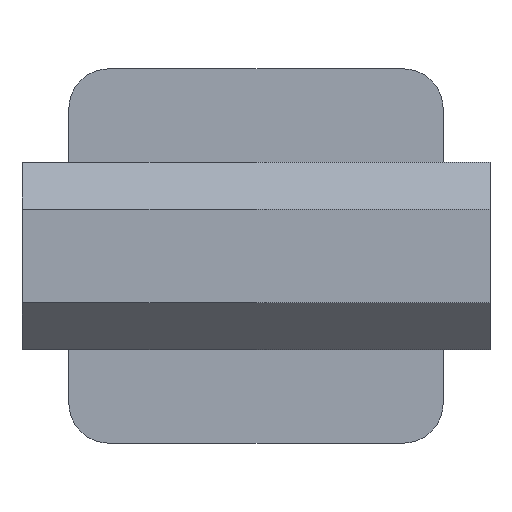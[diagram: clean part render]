
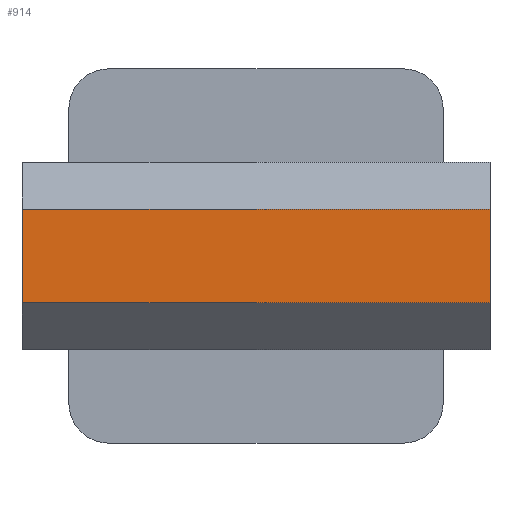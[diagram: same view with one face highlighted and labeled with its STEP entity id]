
A CAD part, front view. The second image highlights one B-rep face of the part: STEP entity #914.
In plain terms, the highlighted planar face has unit normal (0, -1, 0).
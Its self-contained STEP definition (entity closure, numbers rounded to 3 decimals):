
#25 = DIRECTION ( 'NONE',  ( 0., 0., -1. ) ) ;
#34 = ORIENTED_EDGE ( 'NONE', *, *, #1248, .T. ) ;
#62 = EDGE_LOOP ( 'NONE', ( #34, #872, #952, #994 ) ) ;
#223 = DIRECTION ( 'NONE',  ( -1., 0., 0. ) ) ;
#225 = CARTESIAN_POINT ( 'NONE',  ( -35., -44.1, 7. ) ) ;
#276 = VECTOR ( 'NONE', #1007, 1000. ) ;
#351 = VECTOR ( 'NONE', #223, 1000. ) ;
#418 = CARTESIAN_POINT ( 'NONE',  ( 35., -44.1, 7. ) ) ;
#451 = VERTEX_POINT ( 'NONE', #1111 ) ;
#507 = LINE ( 'NONE', #1133, #1422 ) ;
#569 = VECTOR ( 'NONE', #25, 1000. ) ;
#648 = CARTESIAN_POINT ( 'NONE',  ( 35., -44.1, -7. ) ) ;
#668 = DIRECTION ( 'NONE',  ( 0., 1., 0. ) ) ;
#678 = FACE_OUTER_BOUND ( 'NONE', #62, .T. ) ;
#818 = VERTEX_POINT ( 'NONE', #1312 ) ;
#872 = ORIENTED_EDGE ( 'NONE', *, *, #1516, .T. ) ;
#913 = CARTESIAN_POINT ( 'NONE',  ( -35., -44.1, -7. ) ) ;
#914 = ADVANCED_FACE ( 'NONE', ( #678 ), #1222, .F. ) ;
#952 = ORIENTED_EDGE ( 'NONE', *, *, #1322, .F. ) ;
#964 = LINE ( 'NONE', #1377, #351 ) ;
#994 = ORIENTED_EDGE ( 'NONE', *, *, #1460, .F. ) ;
#1007 = DIRECTION ( 'NONE',  ( -1., 0., 0. ) ) ;
#1111 = CARTESIAN_POINT ( 'NONE',  ( 35., -44.1, 7. ) ) ;
#1133 = CARTESIAN_POINT ( 'NONE',  ( 35., -44.1, -7. ) ) ;
#1222 = PLANE ( 'NONE',  #1773 ) ;
#1248 = EDGE_CURVE ( 'NONE', #451, #1886, #1424, .T. ) ;
#1312 = CARTESIAN_POINT ( 'NONE',  ( -35., -44.1, -7. ) ) ;
#1322 = EDGE_CURVE ( 'NONE', #1849, #818, #964, .T. ) ;
#1377 = CARTESIAN_POINT ( 'NONE',  ( 35., -44.1, -7. ) ) ;
#1422 = VECTOR ( 'NONE', #1709, 1000. ) ;
#1424 = LINE ( 'NONE', #418, #276 ) ;
#1439 = CARTESIAN_POINT ( 'NONE',  ( 35., -44.1, -7. ) ) ;
#1460 = EDGE_CURVE ( 'NONE', #451, #1849, #507, .T. ) ;
#1516 = EDGE_CURVE ( 'NONE', #1886, #818, #1641, .T. ) ;
#1641 = LINE ( 'NONE', #913, #569 ) ;
#1709 = DIRECTION ( 'NONE',  ( 0., 0., -1. ) ) ;
#1773 = AXIS2_PLACEMENT_3D ( 'NONE', #648, #668, #1835 ) ;
#1835 = DIRECTION ( 'NONE',  ( 0., 0., 1. ) ) ;
#1849 = VERTEX_POINT ( 'NONE', #1439 ) ;
#1886 = VERTEX_POINT ( 'NONE', #225 ) ;
